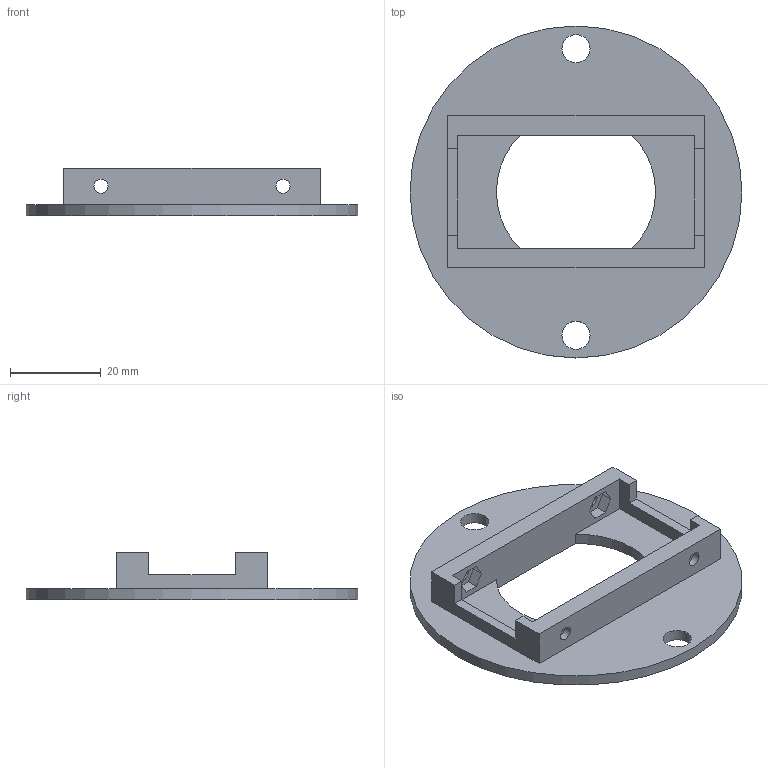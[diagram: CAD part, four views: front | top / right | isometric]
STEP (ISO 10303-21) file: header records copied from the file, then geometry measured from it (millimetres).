
FILE_DESCRIPTION(/* description */ (''),/* implementation_level */ '2;1');
FILE_NAME(/* name */ 'R75_cover.step',/* time_stamp */ '2023-11-03T00:11:29+09:00',/* author */ (''),/* organization */ (''),/* preprocessor_version */ 'ST-DEVELOPER v20',/* originating_system */ 'Autodesk Translation Framework v12.14.0.127',/* authorisation */ '');
FILE_SCHEMA (('AUTOMOTIVE_DESIGN { 1 0 10303 214 3 1 1 }'));
Length unit declared in the file: millimetre
Products named in the file (1): R75_cover
Bounding box: 73 x 73 x 10.5 mm (x, y, z)
Volume: 12266.1 mm3; surface area: 10125.1 mm2
Topology: 1 solids, 1 shells, 57 faces, 153 edges, 102 vertices
Faces by surface type: plane 48, cylinder 9
Full cylindrical faces by diameter (mm): 3.1 x4, 6.2 x2, 73 x1
Entity records: 1833 total; most frequent: CARTESIAN_POINT 313, ORIENTED_EDGE 306, DIRECTION 287, EDGE_CURVE 153, LINE 135, VECTOR 135, VERTEX_POINT 102, AXIS2_PLACEMENT_3D 76
